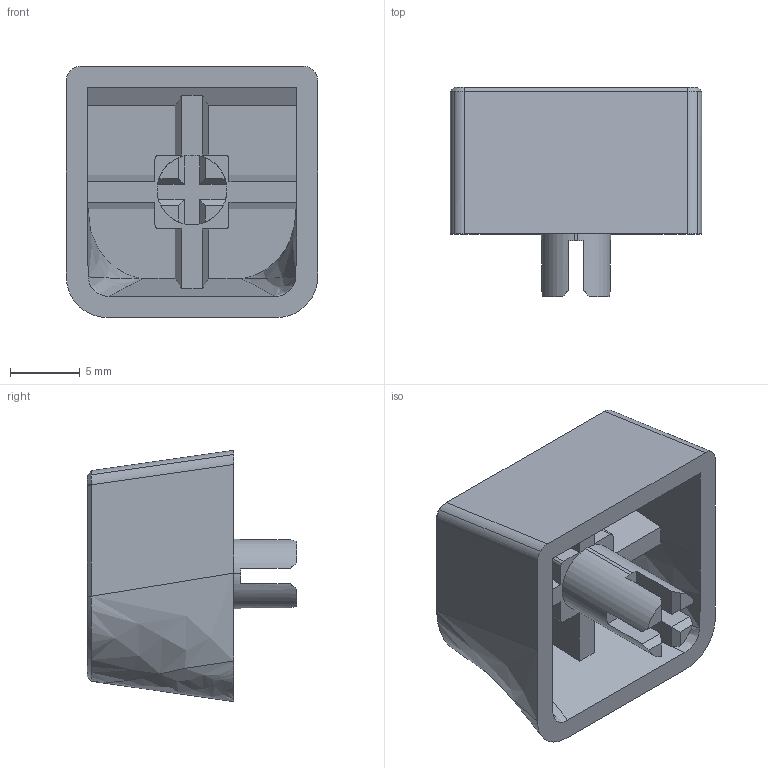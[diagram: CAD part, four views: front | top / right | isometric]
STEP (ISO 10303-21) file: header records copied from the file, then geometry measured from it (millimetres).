
FILE_DESCRIPTION(('STEP AP203'),'1');
FILE_NAME('thumb_round_stem.stp','2017-07-11T20:30:49',(' '),(' '),'Spatial InterOp 3D',' ',' ');
FILE_SCHEMA(('CONFIG_CONTROL_DESIGN'));
Length unit declared in the file: millimetre
Products named in the file (1): 1
Bounding box: 18 x 15 x 18 mm (x, y, z)
Volume: 1627.6 mm3; surface area: 2043.4 mm2
Topology: 1 solids, 1 shells, 94 faces, 262 edges, 168 vertices
Faces by surface type: plane 59, bspline 20, cylinder 15
Entity records: 3526 total; most frequent: CARTESIAN_POINT 1135, ORIENTED_EDGE 516, DIRECTION 452, EDGE_CURVE 258, LINE 170, VECTOR 170, VERTEX_POINT 168, AXIS2_PLACEMENT_3D 141
